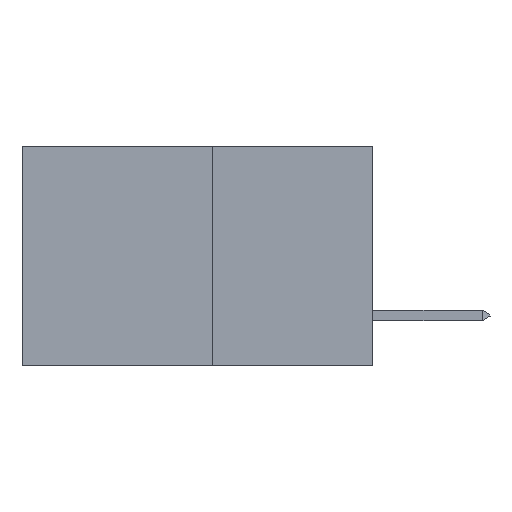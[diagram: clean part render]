
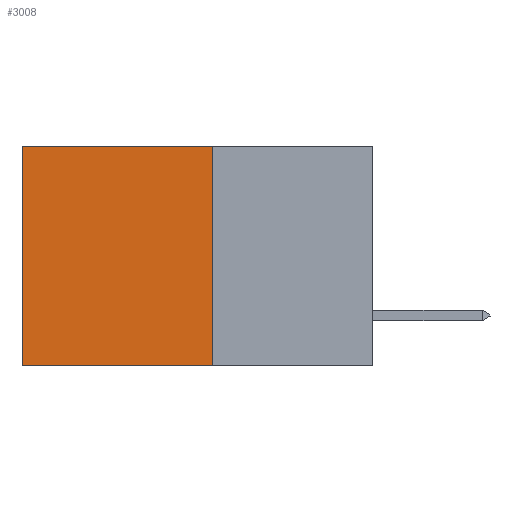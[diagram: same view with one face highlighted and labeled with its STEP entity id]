
A CAD part, left-side view. The second image highlights one B-rep face of the part: STEP entity #3008.
In plain terms, the highlighted planar face has unit normal (-1, 0, 0).
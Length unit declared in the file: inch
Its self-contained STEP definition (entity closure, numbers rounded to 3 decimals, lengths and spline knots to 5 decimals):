
#46 = LINE ( 'NONE', #15000, #9559 ) ;
#431 = CARTESIAN_POINT ( 'NONE',  ( 0.277, 0.59, 0. ) ) ;
#672 = CARTESIAN_POINT ( 'NONE',  ( 0.277, 0.27, -0.37 ) ) ;
#876 = CARTESIAN_POINT ( 'NONE',  ( 0.277, 0.27, -0.37 ) ) ;
#995 = ORIENTED_EDGE ( 'NONE', *, *, #7367, .T. ) ;
#1162 = VERTEX_POINT ( 'NONE', #12130 ) ;
#2285 = VECTOR ( 'NONE', #12421, 39.37008 ) ;
#3008 = ADVANCED_FACE ( 'NONE', ( #12510 ), #5850, .F. ) ;
#3183 = DIRECTION ( 'NONE',  ( 0., 0., -1. ) ) ;
#3292 = DIRECTION ( 'NONE',  ( 1., 0., 0. ) ) ;
#3393 = ORIENTED_EDGE ( 'NONE', *, *, #12403, .F. ) ;
#4345 = EDGE_CURVE ( 'NONE', #1162, #7969, #10554, .T. ) ;
#5129 = EDGE_CURVE ( 'NONE', #1162, #6355, #11810, .T. ) ;
#5175 = AXIS2_PLACEMENT_3D ( 'NONE', #876, #3292, #3183 ) ;
#5850 = PLANE ( 'NONE',  #5175 ) ;
#5891 = VECTOR ( 'NONE', #11360, 39.37008 ) ;
#6355 = VERTEX_POINT ( 'NONE', #11354 ) ;
#6934 = ORIENTED_EDGE ( 'NONE', *, *, #5129, .F. ) ;
#7201 = CARTESIAN_POINT ( 'NONE',  ( 0.277, 0.59, -0.37 ) ) ;
#7367 = EDGE_CURVE ( 'NONE', #7969, #13689, #46, .T. ) ;
#7969 = VERTEX_POINT ( 'NONE', #431 ) ;
#9100 = LINE ( 'NONE', #11763, #5891 ) ;
#9277 = ORIENTED_EDGE ( 'NONE', *, *, #4345, .T. ) ;
#9559 = VECTOR ( 'NONE', #14326, 39.37008 ) ;
#9699 = DIRECTION ( 'NONE',  ( 0., 1., 0. ) ) ;
#10291 = CARTESIAN_POINT ( 'NONE',  ( 0.277, 0.27, 0. ) ) ;
#10554 = LINE ( 'NONE', #10291, #13597 ) ;
#11057 = EDGE_LOOP ( 'NONE', ( #995, #3393, #6934, #9277 ) ) ;
#11354 = CARTESIAN_POINT ( 'NONE',  ( 0.277, 0.27, -0.37 ) ) ;
#11360 = DIRECTION ( 'NONE',  ( 0., 1., 0. ) ) ;
#11763 = CARTESIAN_POINT ( 'NONE',  ( 0.277, 0.27, -0.37 ) ) ;
#11810 = LINE ( 'NONE', #672, #2285 ) ;
#12130 = CARTESIAN_POINT ( 'NONE',  ( 0.277, 0.27, 0. ) ) ;
#12403 = EDGE_CURVE ( 'NONE', #6355, #13689, #9100, .T. ) ;
#12421 = DIRECTION ( 'NONE',  ( 0., 0., -1. ) ) ;
#12510 = FACE_OUTER_BOUND ( 'NONE', #11057, .T. ) ;
#13597 = VECTOR ( 'NONE', #9699, 39.37008 ) ;
#13689 = VERTEX_POINT ( 'NONE', #7201 ) ;
#14326 = DIRECTION ( 'NONE',  ( 0., 0., -1. ) ) ;
#15000 = CARTESIAN_POINT ( 'NONE',  ( 0.277, 0.59, -0.37 ) ) ;
